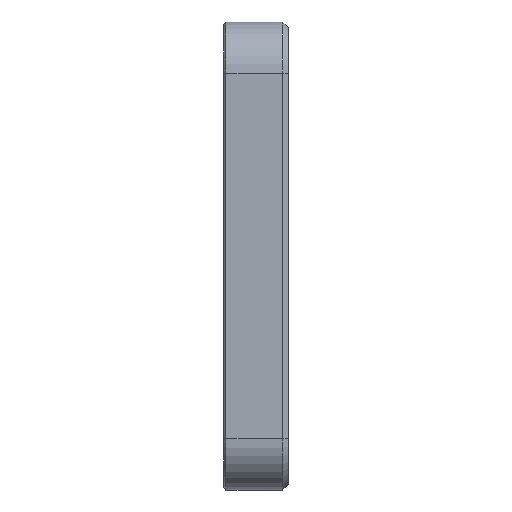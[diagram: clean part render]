
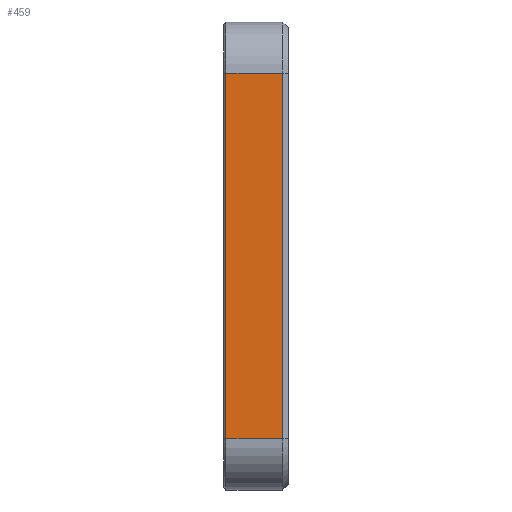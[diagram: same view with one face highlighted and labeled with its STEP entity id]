
A CAD part, left-side view. The second image highlights one B-rep face of the part: STEP entity #459.
In plain terms, the highlighted planar face has unit normal (-1, 0, 0).
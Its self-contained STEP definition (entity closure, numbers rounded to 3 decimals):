
#62 = DIRECTION ( 'NONE',  ( 0., -1., 0. ) ) ;
#383 = CARTESIAN_POINT ( 'NONE',  ( -65.125, 11., 32.075 ) ) ;
#459 = ADVANCED_FACE ( 'NONE', ( #8954 ), #2938, .T. ) ;
#608 = VECTOR ( 'NONE', #62, 1000. ) ;
#786 = LINE ( 'NONE', #6796, #790 ) ;
#790 = VECTOR ( 'NONE', #11795, 1000. ) ;
#948 = EDGE_LOOP ( 'NONE', ( #10254, #10070, #2765, #8266 ) ) ;
#1035 = CARTESIAN_POINT ( 'NONE',  ( -65.125, 11., -32.075 ) ) ;
#1372 = DIRECTION ( 'NONE',  ( 0., -1., 0. ) ) ;
#1699 = CARTESIAN_POINT ( 'NONE',  ( -65.125, 1., -32.075 ) ) ;
#2004 = CARTESIAN_POINT ( 'NONE',  ( -65.125, 1.2, -32.075 ) ) ;
#2491 = EDGE_CURVE ( 'NONE', #12178, #5183, #6492, .T. ) ;
#2765 = ORIENTED_EDGE ( 'NONE', *, *, #4601, .T. ) ;
#2938 = PLANE ( 'NONE',  #8175 ) ;
#3236 = DIRECTION ( 'NONE',  ( 0., 0., 1. ) ) ;
#4601 = EDGE_CURVE ( 'NONE', #5614, #7715, #7894, .T. ) ;
#4822 = CARTESIAN_POINT ( 'NONE',  ( -65.125, 1.2, 32.075 ) ) ;
#5183 = VERTEX_POINT ( 'NONE', #8003 ) ;
#5614 = VERTEX_POINT ( 'NONE', #1035 ) ;
#5728 = DIRECTION ( 'NONE',  ( 0., 0., 1. ) ) ;
#6492 = LINE ( 'NONE', #8367, #7893 ) ;
#6796 = CARTESIAN_POINT ( 'NONE',  ( -65.125, 11., 32.075 ) ) ;
#6889 = VECTOR ( 'NONE', #3236, 1000. ) ;
#6948 = DIRECTION ( 'NONE',  ( -1., 0., 0. ) ) ;
#7624 = EDGE_CURVE ( 'NONE', #12178, #5614, #786, .T. ) ;
#7715 = VERTEX_POINT ( 'NONE', #1699 ) ;
#7893 = VECTOR ( 'NONE', #1372, 1000. ) ;
#7894 = LINE ( 'NONE', #2004, #608 ) ;
#8003 = CARTESIAN_POINT ( 'NONE',  ( -65.125, 1., 32.075 ) ) ;
#8151 = LINE ( 'NONE', #12110, #6889 ) ;
#8175 = AXIS2_PLACEMENT_3D ( 'NONE', #4822, #6948, #5728 ) ;
#8266 = ORIENTED_EDGE ( 'NONE', *, *, #9493, .T. ) ;
#8367 = CARTESIAN_POINT ( 'NONE',  ( -65.125, 1.2, 32.075 ) ) ;
#8954 = FACE_OUTER_BOUND ( 'NONE', #948, .T. ) ;
#9493 = EDGE_CURVE ( 'NONE', #7715, #5183, #8151, .T. ) ;
#10070 = ORIENTED_EDGE ( 'NONE', *, *, #7624, .T. ) ;
#10254 = ORIENTED_EDGE ( 'NONE', *, *, #2491, .F. ) ;
#11795 = DIRECTION ( 'NONE',  ( 0., 0., -1. ) ) ;
#12110 = CARTESIAN_POINT ( 'NONE',  ( -65.125, 1., 32.075 ) ) ;
#12178 = VERTEX_POINT ( 'NONE', #383 ) ;
